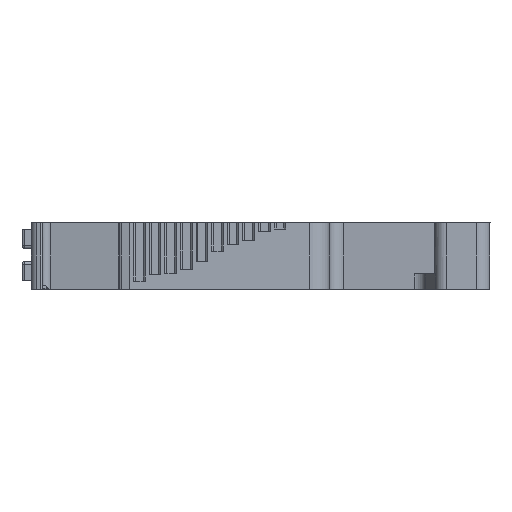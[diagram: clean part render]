
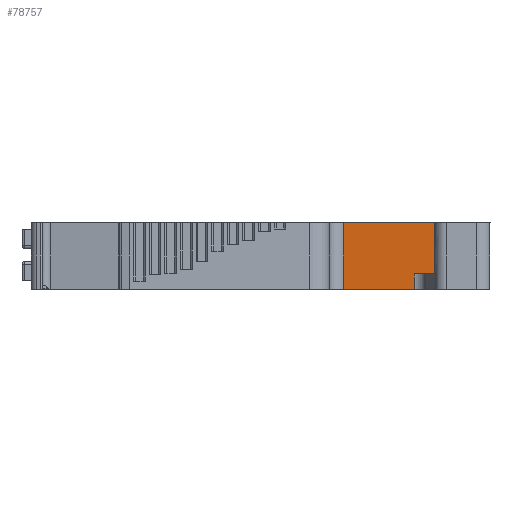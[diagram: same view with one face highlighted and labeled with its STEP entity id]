
A CAD part, left-side view. The second image highlights one B-rep face of the part: STEP entity #78757.
In plain terms, the highlighted planar face has unit normal (-0.996, 0.087, 0).
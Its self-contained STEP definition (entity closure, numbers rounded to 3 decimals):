
#18445=DIRECTION('',(0.087,0.996,0.));
#18446=VECTOR('',#18445,9.594);
#18447=CARTESIAN_POINT('',(-69.151,-33.545,-4.));
#18448=LINE('',#18447,#18446);
#21503=DIRECTION('',(-0.087,-0.996,0.));
#21504=VECTOR('',#21503,5.448);
#21505=CARTESIAN_POINT('',(-68.315,-23.987,-9.15));
#21506=LINE('',#21505,#21504);
#37713=DIRECTION('',(-0.087,-0.996,0.));
#37714=VECTOR('',#37713,4.147);
#37715=CARTESIAN_POINT('',(-68.789,-29.414,-7.95));
#37716=LINE('',#37715,#37714);
#37740=DIRECTION('',(0.,0.,1.));
#37741=VECTOR('',#37740,1.2);
#37742=CARTESIAN_POINT('',(-68.789,-29.414,-9.15));
#37743=LINE('',#37742,#37741);
#37748=DIRECTION('',(0.,0.,1.));
#37749=VECTOR('',#37748,3.95);
#37750=CARTESIAN_POINT('',(-69.151,-33.545,-7.95));
#37751=LINE('',#37750,#37749);
#37784=DIRECTION('',(0.,0.,-1.));
#37785=VECTOR('',#37784,5.15);
#37786=CARTESIAN_POINT('',(-68.315,-23.987,-4.));
#37787=LINE('',#37786,#37785);
#42759=CARTESIAN_POINT('',(-68.315,-23.987,-9.15));
#42760=CARTESIAN_POINT('',(-68.789,-29.414,-9.15));
#42761=VERTEX_POINT('',#42759);
#42762=VERTEX_POINT('',#42760);
#43470=CARTESIAN_POINT('',(-69.151,-33.545,-4.));
#43471=VERTEX_POINT('',#43470);
#43472=CARTESIAN_POINT('',(-68.315,-23.987,-4.));
#43473=VERTEX_POINT('',#43472);
#45717=CARTESIAN_POINT('',(-68.789,-29.414,-7.95));
#45718=VERTEX_POINT('',#45717);
#45719=CARTESIAN_POINT('',(-69.151,-33.545,-7.95));
#45720=VERTEX_POINT('',#45719);
#78742=CARTESIAN_POINT('',(-68.219,-22.9,-4.));
#78743=DIRECTION('',(-0.996,0.087,0.));
#78744=DIRECTION('',(-0.087,-0.996,0.));
#78745=AXIS2_PLACEMENT_3D('',#78742,#78743,#78744);
#78746=PLANE('',#78745);
#78747=ORIENTED_EDGE('',*,*,#50717,.F.);
#78749=ORIENTED_EDGE('',*,*,#78748,.F.);
#78750=ORIENTED_EDGE('',*,*,#78699,.F.);
#78751=ORIENTED_EDGE('',*,*,#78736,.F.);
#78752=ORIENTED_EDGE('',*,*,#54498,.F.);
#78754=ORIENTED_EDGE('',*,*,#78753,.F.);
#78755=EDGE_LOOP('',(#78747,#78749,#78750,#78751,#78752,#78754));
#78756=FACE_OUTER_BOUND('',#78755,.F.);
#50717=EDGE_CURVE('',#43471,#43473,#18448,.T.);
#54498=EDGE_CURVE('',#42761,#42762,#21506,.T.);
#78699=EDGE_CURVE('',#45718,#45720,#37716,.T.);
#78736=EDGE_CURVE('',#42762,#45718,#37743,.T.);
#78748=EDGE_CURVE('',#45720,#43471,#37751,.T.);
#78753=EDGE_CURVE('',#43473,#42761,#37787,.T.);
#78757=ADVANCED_FACE('',(#78756),#78746,.T.);
